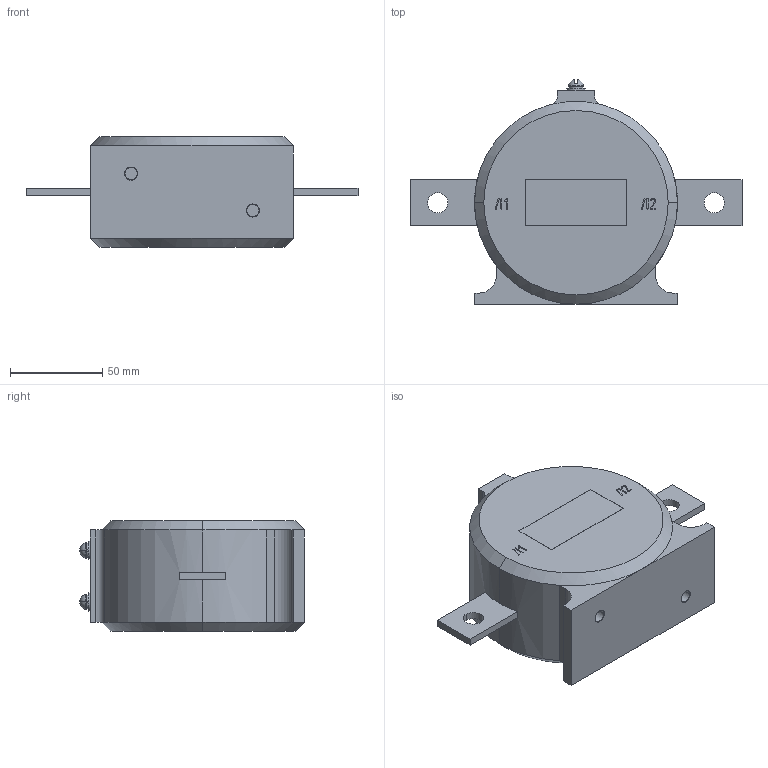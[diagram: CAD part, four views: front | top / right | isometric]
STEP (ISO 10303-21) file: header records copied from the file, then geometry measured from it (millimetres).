
FILE_DESCRIPTION (( 'STEP AP214' ), '1' );
FILE_NAME ('ﾒﾒ-0,66-ﾒﾊﾑ I.STEP', '2023-07-31T21:01:30', ( '' ), ( '' ), 'SwSTEP 2.0', 'SolidWorks 2019', '' );
FILE_SCHEMA (( 'AUTOMOTIVE_DESIGN' ));
Length unit declared in the file: millimetre
Products named in the file (1): ﾒﾒ-0,66-ﾒﾊﾑ I
Bounding box: 180 x 121.76 x 60.1 mm (x, y, z)
Volume: 610508.9 mm3; surface area: 49563.7 mm2
Topology: 7 solids, 7 shells, 246 faces, 622 edges, 408 vertices
Faces by surface type: plane 109, bspline 74, cylinder 43, cone 12, torus 4, sphere 4
Entity records: 12244 total; most frequent: CARTESIAN_POINT 3903, ORIENTED_EDGE 1244, DIRECTION 956, EDGE_CURVE 622, VERTEX_POINT 408, LINE 322, VECTOR 322, AXIS2_PLACEMENT_3D 317
